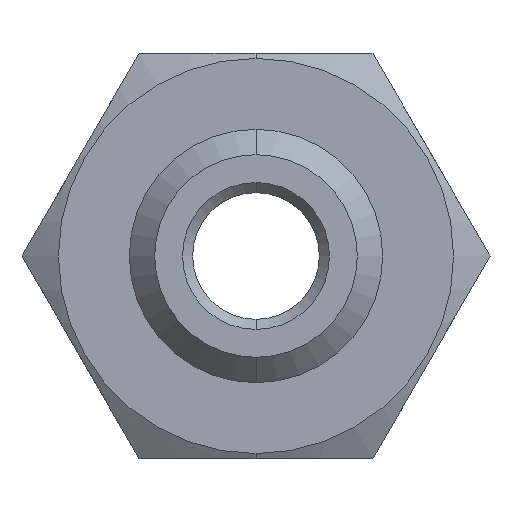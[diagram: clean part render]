
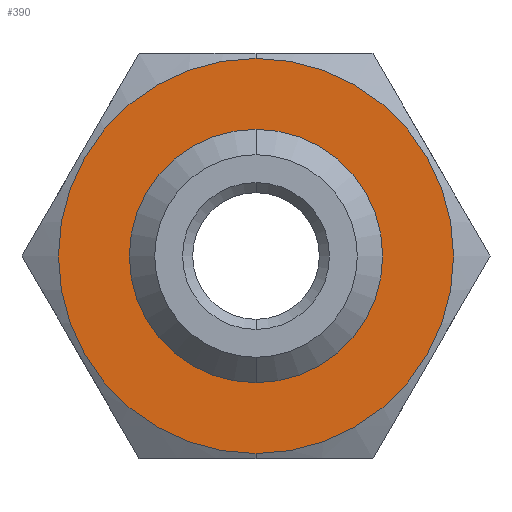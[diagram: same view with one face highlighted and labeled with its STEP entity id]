
A CAD part, front view. The second image highlights one B-rep face of the part: STEP entity #390.
In plain terms, the highlighted planar face has unit normal (0, -1, 0).
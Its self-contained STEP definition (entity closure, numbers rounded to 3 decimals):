
#45 = VERTEX_POINT ( 'NONE', #506 ) ;
#110 = EDGE_CURVE ( 'NONE', #111, #112, #626, .T. ) ;
#111 = VERTEX_POINT ( 'NONE', #616 ) ;
#112 = VERTEX_POINT ( 'NONE', #615 ) ;
#226 = EDGE_CURVE ( 'NONE', #227, #45, #771, .T. ) ;
#227 = VERTEX_POINT ( 'NONE', #766 ) ;
#329 = ORIENTED_EDGE ( 'NONE', *, *, #397, .F. ) ;
#390 = ADVANCED_FACE ( 'NONE', ( #1062, #1061 ), #1060, .T. ) ;
#391 = EDGE_LOOP ( 'NONE', ( #392, #394 ) ) ;
#392 = ORIENTED_EDGE ( 'NONE', *, *, #393, .T. ) ;
#393 = EDGE_CURVE ( 'NONE', #112, #111, #1054, .T. ) ;
#394 = ORIENTED_EDGE ( 'NONE', *, *, #110, .T. ) ;
#395 = EDGE_LOOP ( 'NONE', ( #396, #329 ) ) ;
#396 = ORIENTED_EDGE ( 'NONE', *, *, #226, .F. ) ;
#397 = EDGE_CURVE ( 'NONE', #45, #227, #976, .T. ) ;
#506 = CARTESIAN_POINT ( 'NONE',  ( 0., 5., 2.5 ) ) ;
#615 = CARTESIAN_POINT ( 'NONE',  ( 0., 5., 3.9 ) ) ;
#616 = CARTESIAN_POINT ( 'NONE',  ( 0., 5., -3.9 ) ) ;
#617 = DIRECTION ( 'NONE',  ( 0., 0., -1. ) ) ;
#618 = DIRECTION ( 'NONE',  ( 0., -1., 0. ) ) ;
#619 = CARTESIAN_POINT ( 'NONE',  ( 0., 5., 0. ) ) ;
#620 = AXIS2_PLACEMENT_3D ( 'NONE', #619, #618, #617 ) ;
#626 = CIRCLE ( 'NONE', #620, 3.9 ) ;
#766 = CARTESIAN_POINT ( 'NONE',  ( 0., 5., -2.5 ) ) ;
#767 = DIRECTION ( 'NONE',  ( 0., 0., -1. ) ) ;
#768 = DIRECTION ( 'NONE',  ( 0., -1., 0. ) ) ;
#769 = CARTESIAN_POINT ( 'NONE',  ( 0., 5., 0. ) ) ;
#770 = AXIS2_PLACEMENT_3D ( 'NONE', #769, #768, #767 ) ;
#771 = CIRCLE ( 'NONE', #770, 2.5 ) ;
#972 = DIRECTION ( 'NONE',  ( 0., 0., -1. ) ) ;
#973 = DIRECTION ( 'NONE',  ( 0., -1., 0. ) ) ;
#974 = CARTESIAN_POINT ( 'NONE',  ( 0., 5., 0. ) ) ;
#975 = AXIS2_PLACEMENT_3D ( 'NONE', #974, #973, #972 ) ;
#976 = CIRCLE ( 'NONE', #975, 2.5 ) ;
#977 = DIRECTION ( 'NONE',  ( 0., 0., -1. ) ) ;
#978 = DIRECTION ( 'NONE',  ( 0., -1., 0. ) ) ;
#979 = CARTESIAN_POINT ( 'NONE',  ( 0., 5., 0. ) ) ;
#1054 = CIRCLE ( 'NONE', #1058, 3.9 ) ;
#1055 = DIRECTION ( 'NONE',  ( 0., 0., -1. ) ) ;
#1056 = DIRECTION ( 'NONE',  ( 0., -1., 0. ) ) ;
#1057 = CARTESIAN_POINT ( 'NONE',  ( 3.9, 5., 0. ) ) ;
#1058 = AXIS2_PLACEMENT_3D ( 'NONE', #979, #978, #977 ) ;
#1059 = AXIS2_PLACEMENT_3D ( 'NONE', #1057, #1056, #1055 ) ;
#1060 = PLANE ( 'NONE',  #1059 ) ;
#1061 = FACE_BOUND ( 'NONE', #395, .T. ) ;
#1062 = FACE_OUTER_BOUND ( 'NONE', #391, .T. ) ;
